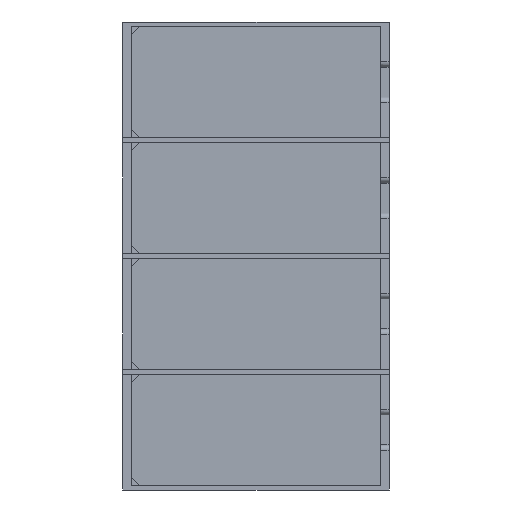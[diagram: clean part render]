
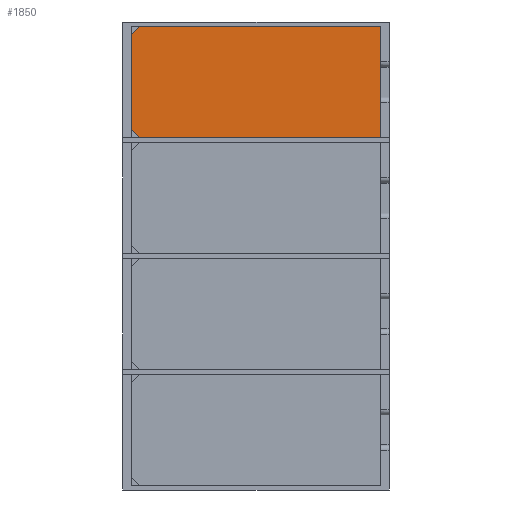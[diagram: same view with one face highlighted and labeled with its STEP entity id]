
A CAD part, front view. The second image highlights one B-rep face of the part: STEP entity #1850.
In plain terms, the highlighted planar face has unit normal (0, -1, 0).
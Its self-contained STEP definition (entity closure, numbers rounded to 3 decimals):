
#48=PLANE('',#1991);
#146=FACE_OUTER_BOUND('',#258,.T.);
#258=EDGE_LOOP('',(#1365,#1366,#1367,#1368));
#364=LINE('',#2662,#596);
#385=LINE('',#2707,#617);
#392=LINE('',#2720,#624);
#393=LINE('',#2722,#625);
#596=VECTOR('',#2137,10.);
#617=VECTOR('',#2174,10.);
#624=VECTOR('',#2187,10.);
#625=VECTOR('',#2190,10.);
#860=VERTEX_POINT('',#2659);
#861=VERTEX_POINT('',#2661);
#877=VERTEX_POINT('',#2706);
#880=VERTEX_POINT('',#2718);
#1038=EDGE_CURVE('',#860,#861,#364,.T.);
#1061=EDGE_CURVE('',#861,#877,#385,.T.);
#1068=EDGE_CURVE('',#880,#860,#392,.T.);
#1069=EDGE_CURVE('',#877,#880,#393,.T.);
#1365=ORIENTED_EDGE('',*,*,#1038,.F.);
#1366=ORIENTED_EDGE('',*,*,#1068,.F.);
#1367=ORIENTED_EDGE('',*,*,#1069,.F.);
#1368=ORIENTED_EDGE('',*,*,#1061,.F.);
#1850=ADVANCED_FACE('',(#146),#48,.F.);
#1991=AXIS2_PLACEMENT_3D('',#2723,#2191,#2192);
#2137=DIRECTION('',(0.,0.,-1.));
#2174=DIRECTION('',(-1.,0.,0.));
#2187=DIRECTION('',(1.,0.,0.));
#2190=DIRECTION('',(0.,0.,1.));
#2191=DIRECTION('center_axis',(0.,1.,0.));
#2192=DIRECTION('ref_axis',(0.,0.,1.));
#2659=CARTESIAN_POINT('',(29.,6.,13.));
#2661=CARTESIAN_POINT('',(29.,6.,-13.));
#2662=CARTESIAN_POINT('',(29.,6.,-13.));
#2706=CARTESIAN_POINT('',(-29.,6.,-13.));
#2707=CARTESIAN_POINT('',(-29.,6.,-13.));
#2718=CARTESIAN_POINT('',(-29.,6.,13.));
#2720=CARTESIAN_POINT('',(29.,6.,13.));
#2722=CARTESIAN_POINT('',(-29.,6.,13.));
#2723=CARTESIAN_POINT('Origin',(0.,6.,0.));
